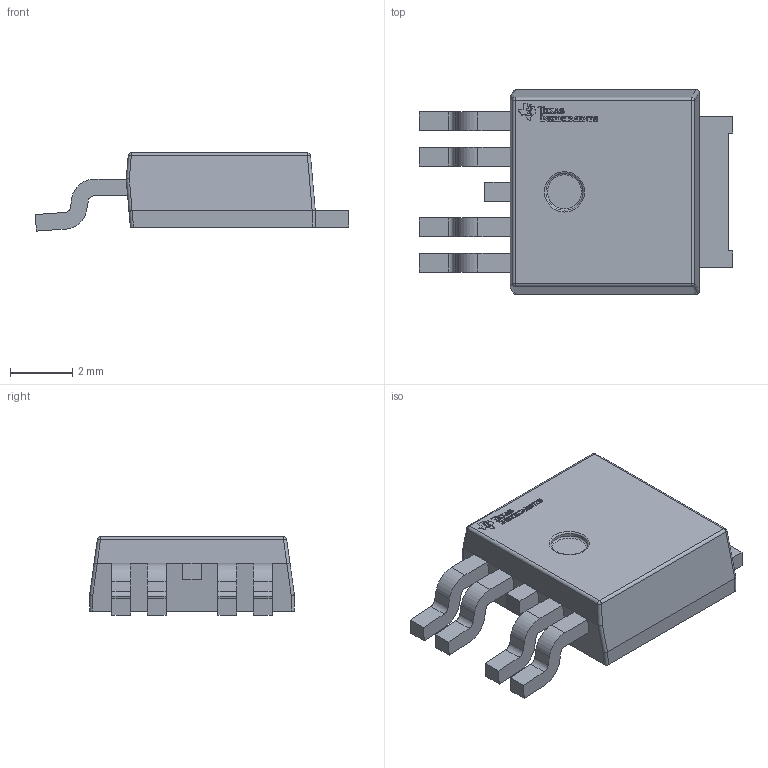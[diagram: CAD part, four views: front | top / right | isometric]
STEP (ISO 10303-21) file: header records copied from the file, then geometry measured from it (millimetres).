
FILE_DESCRIPTION(/* description */ (''),/* implementation_level */ '2;1');
FILE_NAME(/* name */ 'KVU0005A.stp',/* time_stamp */ '2022-01-05T23:32:07+02:00',/* author */ ('thall'),/* organization */ (''),/* preprocessor_version */ 'ST-DEVELOPER v18.1',/* originating_system */ 'Autodesk Inventor 2021',/* authorisation */ '');
FILE_SCHEMA (('AUTOMOTIVE_DESIGN { 1 0 10303 214 3 1 1 }'));
Length unit declared in the file: millimetre
Products named in the file (4): KVU0005A; Package; Pins; Logo
Assembly tree (3 placements, depth 2):
  KVU0005A
    Package
    Pins
    Logo
Bounding box: 10.11 x 6.6 x 2.52 mm (x, y, z)
Volume: 98.7 mm3; surface area: 232.5 mm2
Topology: 25 solids, 25 shells, 533 faces, 1434 edges, 952 vertices
Faces by surface type: plane 330, bspline 166, cylinder 31, sphere 4, torus 2
Full cylindrical faces by diameter (mm): 1.2 x1
Entity records: 18880 total; most frequent: CARTESIAN_POINT 6412, ORIENTED_EDGE 2868, DIRECTION 1932, EDGE_CURVE 1434, LINE 1032, VECTOR 1032, VERTEX_POINT 952, EDGE_LOOP 538
